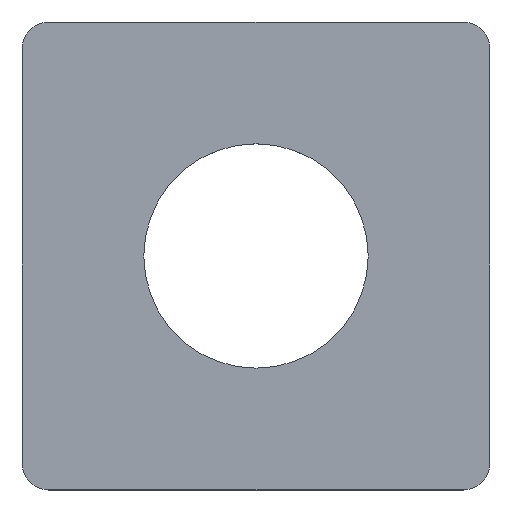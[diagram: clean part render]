
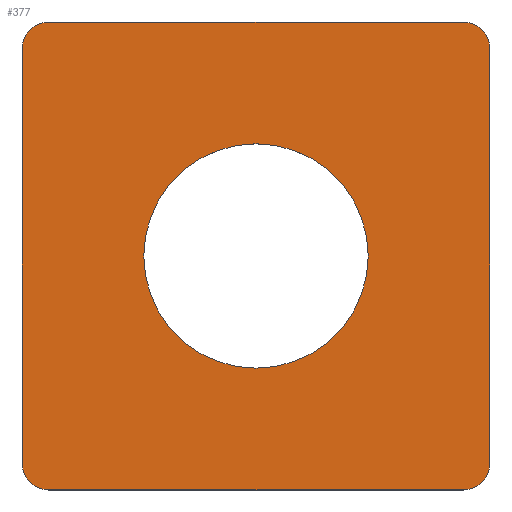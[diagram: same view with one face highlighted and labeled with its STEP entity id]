
A CAD part, top view. The second image highlights one B-rep face of the part: STEP entity #377.
In plain terms, the highlighted planar face has unit normal (0, 0, 1).
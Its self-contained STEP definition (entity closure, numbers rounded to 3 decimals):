
#63=AXIS2_PLACEMENT_3D('Circle Axis2P3D',#61,#62,$) ;
#125=AXIS2_PLACEMENT_3D('Circle Axis2P3D',#123,#124,$) ;
#187=AXIS2_PLACEMENT_3D('Circle Axis2P3D',#185,#186,$) ;
#249=AXIS2_PLACEMENT_3D('Circle Axis2P3D',#247,#248,$) ;
#288=AXIS2_PLACEMENT_3D('Circle Axis2P3D',#286,#287,$) ;
#323=AXIS2_PLACEMENT_3D('Circle Axis2P3D',#321,#322,$) ;
#361=AXIS2_PLACEMENT_3D('Plane Axis2P3D',#358,#359,#360) ;
#44=CARTESIAN_POINT('Vertex',(41.3,0.,1.2)) ;
#58=CARTESIAN_POINT('Vertex',(43.8,2.5,1.2)) ;
#61=CARTESIAN_POINT('Axis2P3D Location',(41.3,2.5,1.2)) ;
#89=CARTESIAN_POINT('Vertex',(43.8,41.3,1.2)) ;
#92=CARTESIAN_POINT('Line Origine',(43.8,21.9,1.2)) ;
#120=CARTESIAN_POINT('Vertex',(41.3,43.8,1.2)) ;
#123=CARTESIAN_POINT('Axis2P3D Location',(41.3,41.3,1.2)) ;
#151=CARTESIAN_POINT('Vertex',(2.5,43.8,1.2)) ;
#154=CARTESIAN_POINT('Line Origine',(21.9,43.8,1.2)) ;
#182=CARTESIAN_POINT('Vertex',(0.,41.3,1.2)) ;
#185=CARTESIAN_POINT('Axis2P3D Location',(2.5,41.3,1.2)) ;
#213=CARTESIAN_POINT('Vertex',(0.,2.5,1.2)) ;
#216=CARTESIAN_POINT('Line Origine',(0.,21.9,1.2)) ;
#244=CARTESIAN_POINT('Vertex',(2.5,0.,1.2)) ;
#247=CARTESIAN_POINT('Axis2P3D Location',(2.5,2.5,1.2)) ;
#269=CARTESIAN_POINT('Line Origine',(21.9,0.,1.2)) ;
#286=CARTESIAN_POINT('Axis2P3D Location',(21.9,21.9,1.2)) ;
#290=CARTESIAN_POINT('Vertex',(32.4,21.9,1.2)) ;
#292=CARTESIAN_POINT('Vertex',(11.4,21.9,1.2)) ;
#321=CARTESIAN_POINT('Axis2P3D Location',(21.9,21.9,1.2)) ;
#358=CARTESIAN_POINT('Axis2P3D Location',(21.9,21.9,1.2)) ;
#62=DIRECTION('Axis2P3D Direction',(0.,0.,1.)) ;
#93=DIRECTION('Vector Direction',(0.,1.,0.)) ;
#124=DIRECTION('Axis2P3D Direction',(0.,0.,1.)) ;
#155=DIRECTION('Vector Direction',(1.,0.,0.)) ;
#186=DIRECTION('Axis2P3D Direction',(0.,0.,1.)) ;
#217=DIRECTION('Vector Direction',(0.,-1.,0.)) ;
#248=DIRECTION('Axis2P3D Direction',(0.,0.,1.)) ;
#270=DIRECTION('Vector Direction',(-1.,0.,0.)) ;
#287=DIRECTION('Axis2P3D Direction',(0.,0.,1.)) ;
#322=DIRECTION('Axis2P3D Direction',(0.,0.,1.)) ;
#359=DIRECTION('Axis2P3D Direction',(0.,0.,1.)) ;
#360=DIRECTION('Axis2P3D XDirection',(-1.,0.,0.)) ;
#94=VECTOR('Line Direction',#93,1.) ;
#156=VECTOR('Line Direction',#155,1.) ;
#218=VECTOR('Line Direction',#217,1.) ;
#271=VECTOR('Line Direction',#270,1.) ;
#364=ORIENTED_EDGE('',*,*,#65,.T.) ;
#365=ORIENTED_EDGE('',*,*,#96,.T.) ;
#366=ORIENTED_EDGE('',*,*,#127,.T.) ;
#367=ORIENTED_EDGE('',*,*,#158,.T.) ;
#368=ORIENTED_EDGE('',*,*,#189,.T.) ;
#369=ORIENTED_EDGE('',*,*,#220,.T.) ;
#370=ORIENTED_EDGE('',*,*,#251,.T.) ;
#371=ORIENTED_EDGE('',*,*,#273,.T.) ;
#374=ORIENTED_EDGE('',*,*,#294,.F.) ;
#375=ORIENTED_EDGE('',*,*,#325,.F.) ;
#376=FACE_BOUND('',#373,.T.) ;
#377=ADVANCED_FACE('S3D gedreht',(#372,#376),#362,.T.) ;
#64=CIRCLE('generated circle',#63,2.5) ;
#126=CIRCLE('generated circle',#125,2.5) ;
#188=CIRCLE('generated circle',#187,2.5) ;
#250=CIRCLE('generated circle',#249,2.5) ;
#289=CIRCLE('generated circle',#288,10.5) ;
#324=CIRCLE('generated circle',#323,10.5) ;
#65=EDGE_CURVE('',#45,#59,#64,.T.) ;
#96=EDGE_CURVE('',#59,#90,#95,.T.) ;
#127=EDGE_CURVE('',#90,#121,#126,.T.) ;
#158=EDGE_CURVE('',#121,#152,#157,.F.) ;
#189=EDGE_CURVE('',#152,#183,#188,.T.) ;
#220=EDGE_CURVE('',#183,#214,#219,.T.) ;
#251=EDGE_CURVE('',#214,#245,#250,.T.) ;
#273=EDGE_CURVE('',#245,#45,#272,.F.) ;
#294=EDGE_CURVE('',#291,#293,#289,.T.) ;
#325=EDGE_CURVE('',#293,#291,#324,.T.) ;
#363=EDGE_LOOP('',(#364,#365,#366,#367,#368,#369,#370,#371)) ;
#373=EDGE_LOOP('',(#374,#375)) ;
#372=FACE_OUTER_BOUND('',#363,.T.) ;
#95=LINE('Line',#92,#94) ;
#157=LINE('Line',#154,#156) ;
#219=LINE('Line',#216,#218) ;
#272=LINE('Line',#269,#271) ;
#362=PLANE('',#361) ;
#45=VERTEX_POINT('',#44) ;
#59=VERTEX_POINT('',#58) ;
#90=VERTEX_POINT('',#89) ;
#121=VERTEX_POINT('',#120) ;
#152=VERTEX_POINT('',#151) ;
#183=VERTEX_POINT('',#182) ;
#214=VERTEX_POINT('',#213) ;
#245=VERTEX_POINT('',#244) ;
#291=VERTEX_POINT('',#290) ;
#293=VERTEX_POINT('',#292) ;
